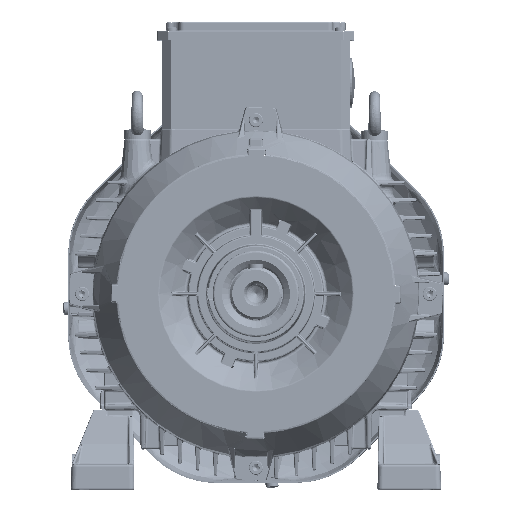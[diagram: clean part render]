
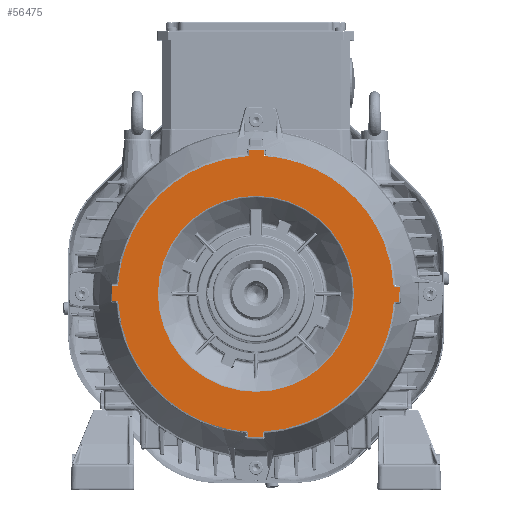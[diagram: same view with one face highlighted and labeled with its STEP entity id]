
A CAD part, top view. The second image highlights one B-rep face of the part: STEP entity #56475.
In plain terms, the highlighted planar face has unit normal (0, 0, 1).
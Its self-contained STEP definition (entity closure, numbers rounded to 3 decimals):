
#10235=B_SPLINE_CURVE_WITH_KNOTS('',3,(#328657,#328658,#328659,#328660,
#328661,#328662,#328663,#328664,#328665,#328666),.UNSPECIFIED.,.F.,.F.,
(4,2,2,2,4),(0.,0.25,0.5,0.75,1.),.UNSPECIFIED.);
#10256=B_SPLINE_CURVE_WITH_KNOTS('',3,(#328929,#328930,#328931,#328932,
#328933,#328934,#328935,#328936,#328937,#328938),.UNSPECIFIED.,.F.,.F.,
(4,2,2,2,4),(0.,0.25,0.5,0.75,1.),.UNSPECIFIED.);
#10278=B_SPLINE_CURVE_WITH_KNOTS('',3,(#329177,#329178,#329179,#329180,
#329181,#329182,#329183,#329184,#329185,#329186),.UNSPECIFIED.,.F.,.F.,
(4,2,2,2,4),(0.,0.25,0.5,0.75,1.),.UNSPECIFIED.);
#10302=B_SPLINE_CURVE_WITH_KNOTS('',3,(#329492,#329493,#329494,#329495,
#329496,#329497,#329498,#329499,#329500,#329501),.UNSPECIFIED.,.F.,.F.,
(4,2,2,2,4),(0.,0.25,0.5,0.75,1.),.UNSPECIFIED.);
#29745=LINE('',#328723,#41007);
#29747=LINE('',#328749,#41009);
#29758=LINE('',#329007,#41020);
#29759=LINE('',#329029,#41021);
#29760=LINE('',#329038,#41022);
#29769=LINE('',#329267,#41031);
#29770=LINE('',#329289,#41032);
#29771=LINE('',#329298,#41033);
#29778=LINE('',#329577,#41040);
#29780=LINE('',#329694,#41042);
#29781=LINE('',#329713,#41043);
#29782=LINE('',#329715,#41044);
#41007=VECTOR('',#212373,1.);
#41009=VECTOR('',#212385,1.);
#41020=VECTOR('',#212432,1.);
#41021=VECTOR('',#212441,1.);
#41022=VECTOR('',#212448,1.);
#41031=VECTOR('',#212489,1.);
#41032=VECTOR('',#212498,1.);
#41033=VECTOR('',#212505,1.);
#41040=VECTOR('',#212546,1.);
#41042=VECTOR('',#212564,1.);
#41043=VECTOR('',#212571,1.);
#41044=VECTOR('',#212574,1.);
#49114=PLANE('',#175144);
#56475=ADVANCED_FACE('31-0-385',(#58451,#58452),#49114,.T.);
#58451=FACE_BOUND('',#66402,.T.);
#58452=FACE_BOUND('',#66403,.T.);
#66402=EDGE_LOOP('',(#104775,#104776,#104777,#104778,#104779,#104780,#104781,
#104782,#104783,#104784,#104785,#104786,#104787,#104788,#104789,#104790));
#66403=EDGE_LOOP('',(#104791));
#104775=ORIENTED_EDGE('',*,*,#153362,.T.);
#104776=ORIENTED_EDGE('',*,*,#153341,.T.);
#104777=ORIENTED_EDGE('',*,*,#153324,.T.);
#104778=ORIENTED_EDGE('',*,*,#153298,.T.);
#104779=ORIENTED_EDGE('',*,*,#153303,.T.);
#104780=ORIENTED_EDGE('',*,*,#153306,.T.);
#104781=ORIENTED_EDGE('',*,*,#153280,.T.);
#104782=ORIENTED_EDGE('',*,*,#153251,.T.);
#104783=ORIENTED_EDGE('',*,*,#153256,.T.);
#104784=ORIENTED_EDGE('',*,*,#153259,.T.);
#104785=ORIENTED_EDGE('',*,*,#153236,.T.);
#104786=ORIENTED_EDGE('',*,*,#153206,.T.);
#104787=ORIENTED_EDGE('',*,*,#153213,.T.);
#104788=ORIENTED_EDGE('',*,*,#153363,.T.);
#104789=ORIENTED_EDGE('',*,*,#153196,.T.);
#104790=ORIENTED_EDGE('',*,*,#153358,.T.);
#104791=ORIENTED_EDGE('',*,*,#153193,.T.);
#126109=VERTEX_POINT('',#328647);
#126112=VERTEX_POINT('',#328656);
#126113=VERTEX_POINT('',#328667);
#126121=VERTEX_POINT('',#328722);
#126122=VERTEX_POINT('',#328724);
#126126=VERTEX_POINT('',#328748);
#126140=VERTEX_POINT('',#328939);
#126151=VERTEX_POINT('',#329006);
#126152=VERTEX_POINT('',#329008);
#126154=VERTEX_POINT('',#329028);
#126168=VERTEX_POINT('',#329187);
#126180=VERTEX_POINT('',#329266);
#126181=VERTEX_POINT('',#329268);
#126183=VERTEX_POINT('',#329288);
#126196=VERTEX_POINT('',#329502);
#126206=VERTEX_POINT('',#329569);
#126217=VERTEX_POINT('',#329693);
#153193=EDGE_CURVE('',#126109,#126109,#161684,.T.);
#153196=EDGE_CURVE('',#126113,#126112,#10235,.T.);
#153206=EDGE_CURVE('',#126122,#126121,#29745,.T.);
#153213=EDGE_CURVE('',#126121,#126126,#29747,.T.);
#153236=EDGE_CURVE('',#126140,#126122,#10256,.T.);
#153251=EDGE_CURVE('',#126152,#126151,#29758,.T.);
#153256=EDGE_CURVE('',#126151,#126154,#29759,.T.);
#153259=EDGE_CURVE('',#126154,#126140,#29760,.T.);
#153280=EDGE_CURVE('',#126168,#126152,#10278,.T.);
#153298=EDGE_CURVE('',#126181,#126180,#29769,.T.);
#153303=EDGE_CURVE('',#126180,#126183,#29770,.T.);
#153306=EDGE_CURVE('',#126183,#126168,#29771,.T.);
#153324=EDGE_CURVE('',#126196,#126181,#10302,.T.);
#153341=EDGE_CURVE('',#126206,#126196,#29778,.T.);
#153358=EDGE_CURVE('',#126112,#126217,#29780,.T.);
#153362=EDGE_CURVE('',#126217,#126206,#29781,.T.);
#153363=EDGE_CURVE('',#126126,#126113,#29782,.T.);
#161684=CIRCLE('',#175056,90.828);
#175056=AXIS2_PLACEMENT_3D('',#328646,#212359,#212360);
#175144=AXIS2_PLACEMENT_3D('',#329716,#212575,#212576);
#212359=DIRECTION('',(0.,0.,-1.));
#212360=DIRECTION('',(1.,0.,0.));
#212373=DIRECTION('',(1.,-0.004,0.));
#212385=DIRECTION('',(0.004,1.,0.));
#212432=DIRECTION('',(-0.004,-1.,0.));
#212441=DIRECTION('',(1.,-0.004,0.));
#212448=DIRECTION('',(0.004,1.,0.));
#212489=DIRECTION('',(-1.,0.004,0.));
#212498=DIRECTION('',(-0.004,-1.,0.));
#212505=DIRECTION('',(1.,-0.004,0.));
#212546=DIRECTION('',(-0.004,-1.,0.));
#212564=DIRECTION('',(0.004,1.,0.));
#212571=DIRECTION('',(-1.,0.004,0.));
#212574=DIRECTION('',(-1.,0.004,0.));
#212575=DIRECTION('',(0.,0.,1.));
#212576=DIRECTION('',(0.,1.,0.));
#328646=CARTESIAN_POINT('',(0.,0.,
-6.));
#328647=CARTESIAN_POINT('',(90.828,0.,-6.));
#328656=CARTESIAN_POINT('',(7.621,127.618,-6.));
#328657=CARTESIAN_POINT('',(127.681,6.481,-6.));
#328658=CARTESIAN_POINT('',(126.892,22.03,-6.));
#328659=CARTESIAN_POINT('',(123.24,37.401,-6.));
#328660=CARTESIAN_POINT('',(110.662,65.884,-6.));
#328661=CARTESIAN_POINT('',(101.762,78.938,-6.));
#328662=CARTESIAN_POINT('',(79.844,101.053,-6.));
#328663=CARTESIAN_POINT('',(66.87,110.069,-6.));
#328664=CARTESIAN_POINT('',(38.499,122.901,-6.));
#328665=CARTESIAN_POINT('',(23.164,126.69,-6.));
#328666=CARTESIAN_POINT('',(7.621,127.618,-6.));
#328667=CARTESIAN_POINT('',(127.681,6.481,-6.));
#328722=CARTESIAN_POINT('',(132.967,-7.645,-6.));
#328723=CARTESIAN_POINT('',(127.618,-7.621,-6.));
#328724=CARTESIAN_POINT('',(127.618,-7.621,-6.));
#328748=CARTESIAN_POINT('',(133.03,6.457,-6.));
#328749=CARTESIAN_POINT('',(132.967,-7.645,-6.));
#328929=CARTESIAN_POINT('',(6.481,-127.681,-6.));
#328930=CARTESIAN_POINT('',(22.03,-126.892,-6.));
#328931=CARTESIAN_POINT('',(37.401,-123.24,-6.));
#328932=CARTESIAN_POINT('',(65.884,-110.662,-6.));
#328933=CARTESIAN_POINT('',(78.938,-101.762,-6.));
#328934=CARTESIAN_POINT('',(101.053,-79.844,-6.));
#328935=CARTESIAN_POINT('',(110.069,-66.87,-6.));
#328936=CARTESIAN_POINT('',(122.901,-38.499,-6.));
#328937=CARTESIAN_POINT('',(126.69,-23.164,-6.));
#328938=CARTESIAN_POINT('',(127.618,-7.621,-6.));
#328939=CARTESIAN_POINT('',(6.481,-127.681,-6.));
#329006=CARTESIAN_POINT('',(-7.645,-132.967,-6.));
#329007=CARTESIAN_POINT('',(-7.621,-127.618,-6.));
#329008=CARTESIAN_POINT('',(-7.621,-127.618,-6.));
#329028=CARTESIAN_POINT('',(6.457,-133.03,-6.));
#329029=CARTESIAN_POINT('',(-7.645,-132.967,-6.));
#329038=CARTESIAN_POINT('',(6.457,-133.03,-6.));
#329177=CARTESIAN_POINT('',(-127.681,-6.481,-6.));
#329178=CARTESIAN_POINT('',(-126.892,-22.03,-6.));
#329179=CARTESIAN_POINT('',(-123.24,-37.401,-6.));
#329180=CARTESIAN_POINT('',(-110.662,-65.884,-6.));
#329181=CARTESIAN_POINT('',(-101.762,-78.938,-6.));
#329182=CARTESIAN_POINT('',(-79.844,-101.053,-6.));
#329183=CARTESIAN_POINT('',(-66.87,-110.069,-6.));
#329184=CARTESIAN_POINT('',(-38.499,-122.901,-6.));
#329185=CARTESIAN_POINT('',(-23.164,-126.69,-6.));
#329186=CARTESIAN_POINT('',(-7.621,-127.618,-6.));
#329187=CARTESIAN_POINT('',(-127.681,-6.481,-6.));
#329266=CARTESIAN_POINT('',(-132.967,7.645,-6.));
#329267=CARTESIAN_POINT('',(-127.618,7.621,-6.));
#329268=CARTESIAN_POINT('',(-127.618,7.621,-6.));
#329288=CARTESIAN_POINT('',(-133.03,-6.457,-6.));
#329289=CARTESIAN_POINT('',(-132.967,7.645,-6.));
#329298=CARTESIAN_POINT('',(-133.03,-6.457,-6.));
#329492=CARTESIAN_POINT('',(-6.481,127.681,-6.));
#329493=CARTESIAN_POINT('',(-22.03,126.892,-6.));
#329494=CARTESIAN_POINT('',(-37.401,123.24,-6.));
#329495=CARTESIAN_POINT('',(-65.884,110.662,-6.));
#329496=CARTESIAN_POINT('',(-78.938,101.762,-6.));
#329497=CARTESIAN_POINT('',(-101.053,79.844,-6.));
#329498=CARTESIAN_POINT('',(-110.069,66.87,-6.));
#329499=CARTESIAN_POINT('',(-122.901,38.499,-6.));
#329500=CARTESIAN_POINT('',(-126.69,23.164,-6.));
#329501=CARTESIAN_POINT('',(-127.618,7.621,-6.));
#329502=CARTESIAN_POINT('',(-6.481,127.681,-6.));
#329569=CARTESIAN_POINT('',(-6.457,133.03,-6.));
#329577=CARTESIAN_POINT('',(-6.457,133.03,-6.));
#329693=CARTESIAN_POINT('',(7.645,132.967,-6.));
#329694=CARTESIAN_POINT('',(7.621,127.618,-6.));
#329713=CARTESIAN_POINT('',(7.645,132.967,-6.));
#329715=CARTESIAN_POINT('',(133.03,6.457,-6.));
#329716=CARTESIAN_POINT('',(-140.83,140.83,-6.));
